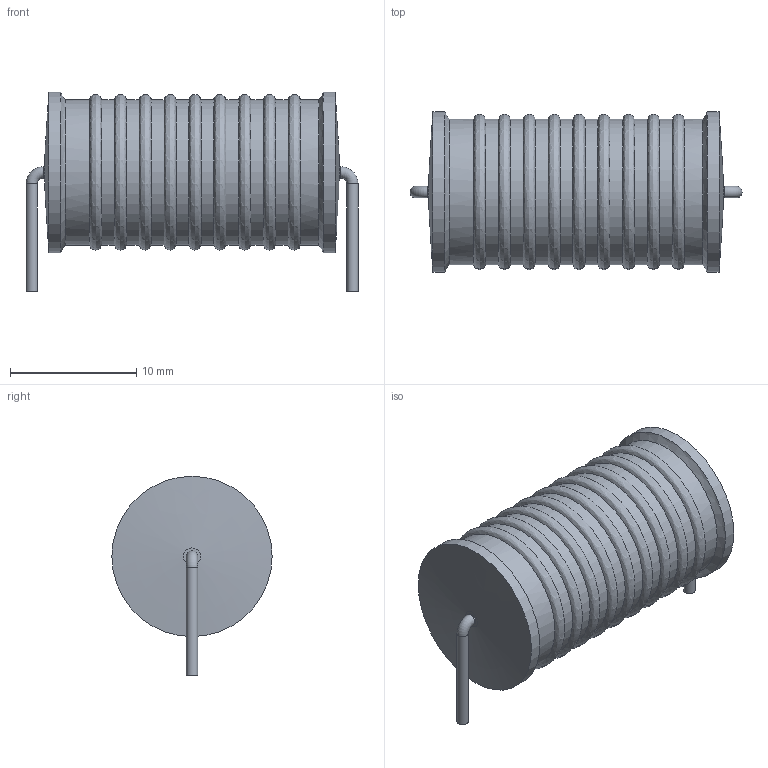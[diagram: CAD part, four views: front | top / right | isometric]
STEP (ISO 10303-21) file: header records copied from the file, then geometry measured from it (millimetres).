
FILE_DESCRIPTION(('FreeCAD Model'),'2;1');
FILE_NAME('L_Axial_L23.4mm_D12.7mm_P25.40mm_Horizontal_Vishay_IHA-203.step', '2018-01-10T11:28:11',('kicad StepUp'),('ksu MCAD'), 'Open CASCADE STEP processor 6.8','FreeCAD','Unknown');
FILE_SCHEMA(('AUTOMOTIVE_DESIGN_CC2 { 1 2 10303 214 -1 1 5 4 }'));
Length unit declared in the file: millimetre
Products named in the file (1): L_Axial_L23.4mm_D12.7mm_P25.40mm_Horizontal_Vishay_IHA-203
Bounding box: 26.3 x 12.7 x 15.8 mm (x, y, z)
Volume: 2561.1 mm3; surface area: 1313.1 mm2
Topology: 1 solids, 1 shells, 35 faces, 65 edges, 34 vertices
Faces by surface type: cylinder 16, revolution 13, plane 4, torus 2
Full cylindrical faces by diameter (mm): 0.9 x4, 11.531 x10, 12.7 x2
Entity records: 2426 total; most frequent: CARTESIAN_POINT 1896, ORIENTED_EDGE 107, EDGE_CURVE 65, AXIS2_PLACEMENT_3D 44, FACE_BOUND 37, EDGE_LOOP 37, ADVANCED_FACE 35, STYLED_ITEM 35
